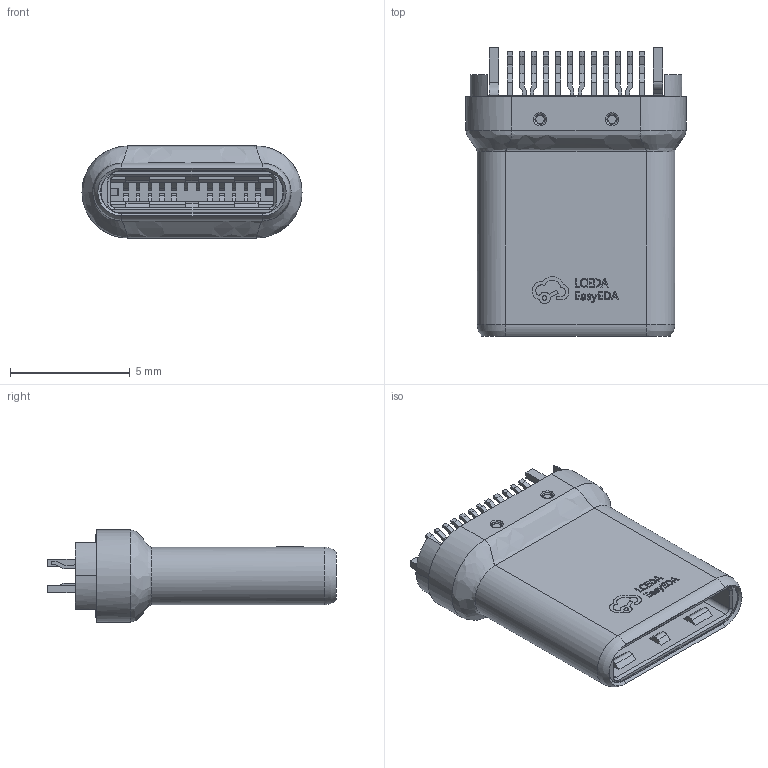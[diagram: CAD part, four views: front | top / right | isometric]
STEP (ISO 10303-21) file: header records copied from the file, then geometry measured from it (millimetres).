
FILE_DESCRIPTION (( 'STEP AP214' ), '1' );
FILE_NAME ('USB-C-SMD_C561769.STEP', '2023-10-29T09:09:06', ( '' ), ( '' ), 'SwSTEP 2.0', 'SolidWorks 2020', '' );
FILE_SCHEMA (( 'AUTOMOTIVE_DESIGN' ));
Length unit declared in the file: millimetre
Products named in the file (1): USB-C-SMD_C561769
Bounding box: 9.18 x 12.04 x 3.84 mm (x, y, z)
Volume: 185.2 mm3; surface area: 411 mm2
Topology: 1 solids, 1 shells, 877 faces, 2345 edges, 1547 vertices
Faces by surface type: plane 684, bspline 108, cylinder 62, torus 16, cone 7
Entity records: 38274 total; most frequent: CARTESIAN_POINT 7280, ORIENTED_EDGE 4690, DIRECTION 3834, EDGE_CURVE 2345, LINE 1950, VECTOR 1950, VERTEX_POINT 1547, EDGE_LOOP 954
